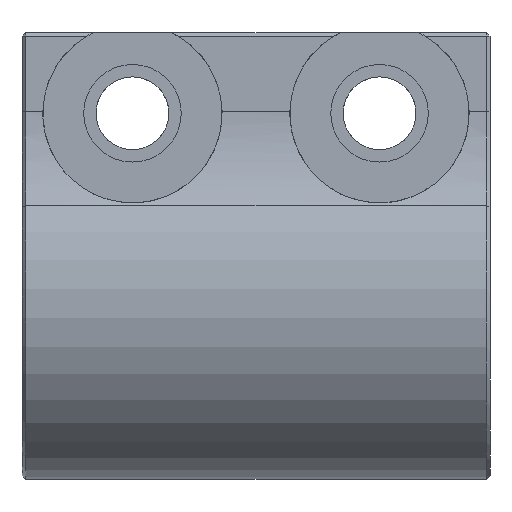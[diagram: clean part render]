
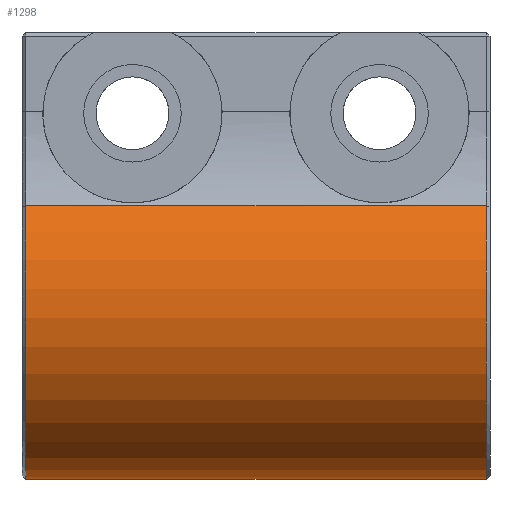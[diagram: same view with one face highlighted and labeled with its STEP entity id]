
A CAD part, left-side view. The second image highlights one B-rep face of the part: STEP entity #1298.
In plain terms, the highlighted cylindrical face has radius 6.35 mm (diameter 12.7 mm), a partial arc.
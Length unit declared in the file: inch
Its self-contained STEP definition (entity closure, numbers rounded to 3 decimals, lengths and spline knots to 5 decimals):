
#1 = VERTEX_POINT ( 'NONE', #252 ) ;
#13 = FACE_OUTER_BOUND ( 'NONE', #685, .T. ) ;
#56 = DIRECTION ( 'NONE',  ( 0., -1., 0. ) ) ;
#75 = CIRCLE ( 'NONE', #439, 0.25 ) ;
#78 = AXIS2_PLACEMENT_3D ( 'NONE', #1853, #986, #84 ) ;
#84 = DIRECTION ( 'NONE',  ( 0., 0., 1. ) ) ;
#168 = EDGE_CURVE ( 'NONE', #1031, #865, #314, .T. ) ;
#252 = CARTESIAN_POINT ( 'NONE',  ( 0., 0.005, -0.25 ) ) ;
#268 = DIRECTION ( 'NONE',  ( 0., -1., 0. ) ) ;
#310 = ORIENTED_EDGE ( 'NONE', *, *, #168, .T. ) ;
#314 = LINE ( 'NONE', #1293, #1505 ) ;
#439 = AXIS2_PLACEMENT_3D ( 'NONE', #959, #56, #1111 ) ;
#469 = CARTESIAN_POINT ( 'NONE',  ( 0., 0.6475, -0.25 ) ) ;
#516 = EDGE_CURVE ( 'NONE', #865, #980, #75, .T. ) ;
#620 = ORIENTED_EDGE ( 'NONE', *, *, #1498, .T. ) ;
#638 = CARTESIAN_POINT ( 'NONE',  ( 0., 0.6525, 0. ) ) ;
#685 = EDGE_LOOP ( 'NONE', ( #721, #802, #620, #310 ) ) ;
#721 = ORIENTED_EDGE ( 'NONE', *, *, #516, .T. ) ;
#788 = DIRECTION ( 'NONE',  ( 0., 0., -1. ) ) ;
#789 = CARTESIAN_POINT ( 'NONE',  ( -0.2125, 0.005, 0.1317 ) ) ;
#802 = ORIENTED_EDGE ( 'NONE', *, *, #810, .T. ) ;
#810 = EDGE_CURVE ( 'NONE', #980, #1, #818, .T. ) ;
#818 = LINE ( 'NONE', #1310, #1259 ) ;
#865 = VERTEX_POINT ( 'NONE', #1758 ) ;
#936 = CYLINDRICAL_SURFACE ( 'NONE', #937, 0.25 ) ;
#937 = AXIS2_PLACEMENT_3D ( 'NONE', #638, #1371, #788 ) ;
#959 = CARTESIAN_POINT ( 'NONE',  ( 0., 0.6475, 0. ) ) ;
#980 = VERTEX_POINT ( 'NONE', #469 ) ;
#986 = DIRECTION ( 'NONE',  ( 0., 1., 0. ) ) ;
#1031 = VERTEX_POINT ( 'NONE', #789 ) ;
#1100 = CIRCLE ( 'NONE', #78, 0.25 ) ;
#1111 = DIRECTION ( 'NONE',  ( 0., 0., 1. ) ) ;
#1259 = VECTOR ( 'NONE', #268, 39.37008 ) ;
#1293 = CARTESIAN_POINT ( 'NONE',  ( -0.2125, 0.6525, 0.1317 ) ) ;
#1298 = ADVANCED_FACE ( 'NONE', ( #13 ), #936, .T. ) ;
#1310 = CARTESIAN_POINT ( 'NONE',  ( 0., 0.6525, -0.25 ) ) ;
#1371 = DIRECTION ( 'NONE',  ( 0., -1., 0. ) ) ;
#1440 = DIRECTION ( 'NONE',  ( 0., 1., 0. ) ) ;
#1498 = EDGE_CURVE ( 'NONE', #1, #1031, #1100, .T. ) ;
#1505 = VECTOR ( 'NONE', #1440, 39.37008 ) ;
#1758 = CARTESIAN_POINT ( 'NONE',  ( -0.2125, 0.6475, 0.1317 ) ) ;
#1853 = CARTESIAN_POINT ( 'NONE',  ( 0., 0.005, 0. ) ) ;
